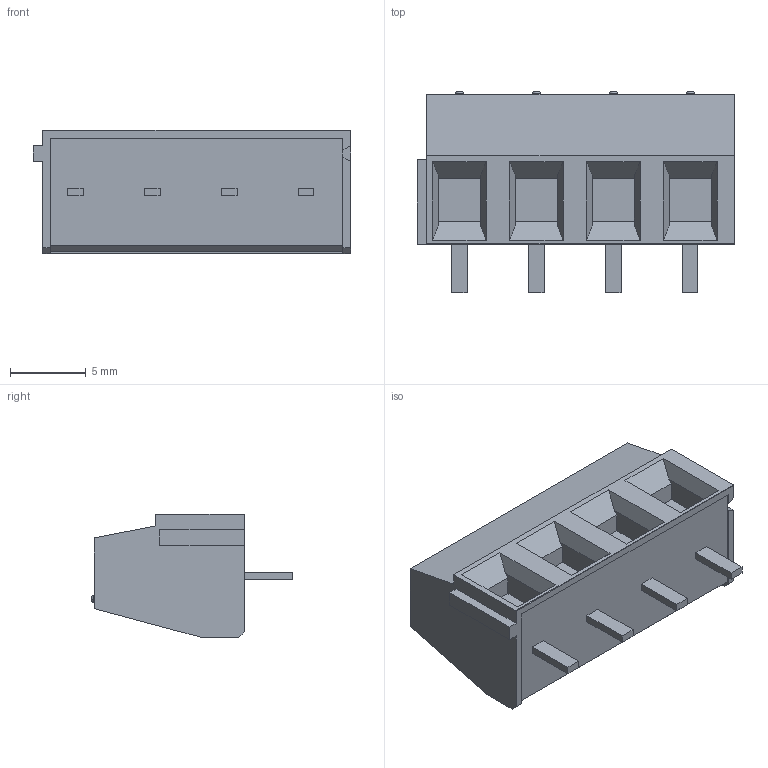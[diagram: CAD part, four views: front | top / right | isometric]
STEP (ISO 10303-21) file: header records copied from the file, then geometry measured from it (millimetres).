
FILE_DESCRIPTION(('STEP AP242'),'1');
FILE_NAME('0398800304.stp','2024-11-29T21:25:09',('TraceParts'),('TraceParts S.A.'),'Spatial InterOp 3D',' ',' ');
FILE_SCHEMA(('AP242_MANAGED_MODEL_BASED_3D_ENGINEERING_MIM_LF {1 0 10303 442 1 1 4}'));
Length unit declared in the file: millimetre
Products named in the file (1): 0398800304_1
Bounding box: 20.93 x 13.27 x 8.13 mm (x, y, z)
Volume: 1183.7 mm3; surface area: 1244 mm2
Topology: 1 solids, 1 shells, 185 faces, 495 edges, 344 vertices
Faces by surface type: plane 120, cylinder 41, torus 8, cone 8, bspline 8
Entity records: 6256 total; most frequent: CARTESIAN_POINT 1537, DIRECTION 999, ORIENTED_EDGE 950, EDGE_CURVE 475, AXIS2_PLACEMENT_3D 341, LINE 317, VECTOR 317, VERTEX_POINT 304
